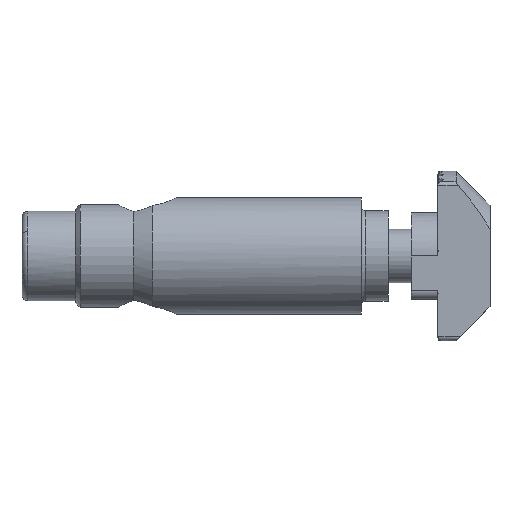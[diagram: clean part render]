
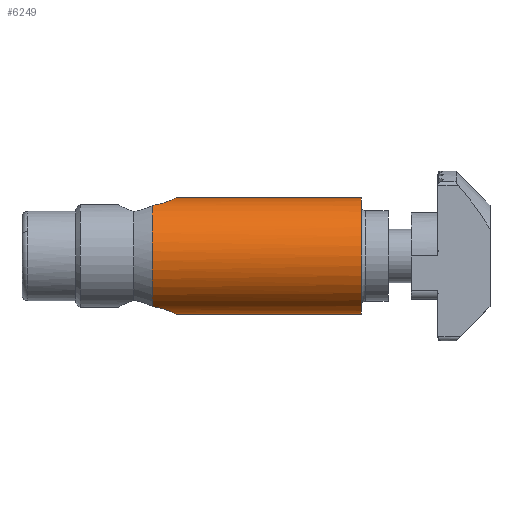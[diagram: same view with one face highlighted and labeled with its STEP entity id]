
A CAD part, front view. The second image highlights one B-rep face of the part: STEP entity #6249.
In plain terms, the highlighted cylindrical face has radius 6.5 mm (diameter 13 mm), a partial arc.
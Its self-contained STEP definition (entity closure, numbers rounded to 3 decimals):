
#1879=CARTESIAN_POINT('',(-23.75,13.844,-6.5));
#1961=CARTESIAN_POINT('',(-23.75,13.844,6.5));
#1982=CARTESIAN_POINT('',(-26.439,10.643,5.657));
#1983=CARTESIAN_POINT('',(-26.233,10.679,5.677));
#1984=CARTESIAN_POINT('',(-25.823,10.792,5.741));
#1985=CARTESIAN_POINT('',(-25.241,11.085,5.89));
#1986=CARTESIAN_POINT('',(-24.717,11.499,6.069));
#1987=CARTESIAN_POINT('',(-24.287,12.013,6.246));
#1988=CARTESIAN_POINT('',(-23.973,12.601,6.39));
#1989=CARTESIAN_POINT('',(-23.787,13.233,6.482));
#1990=CARTESIAN_POINT('',(-23.75,13.644,6.5));
#1991=CARTESIAN_POINT('',(-23.75,13.844,6.5));
#2087=CARTESIAN_POINT('',(-23.75,13.844,-6.5));
#2088=CARTESIAN_POINT('',(-23.75,13.644,-6.5));
#2089=CARTESIAN_POINT('',(-23.787,13.233,
-6.481));
#2090=CARTESIAN_POINT('',(-23.969,12.611,
-6.392));
#2091=CARTESIAN_POINT('',(-24.283,12.02,
-6.248));
#2092=CARTESIAN_POINT('',(-24.71,11.507,
-6.072));
#2093=CARTESIAN_POINT('',(-25.232,11.09,
-5.892));
#2094=CARTESIAN_POINT('',(-25.823,10.792,
-5.741));
#2095=CARTESIAN_POINT('',(-26.234,10.679,
-5.677));
#2096=CARTESIAN_POINT('',(-26.439,10.643,
-5.657));
#2451=CARTESIAN_POINT('',(-3.,13.844,0.));
#2452=DIRECTION('',(1.,0.,0.));
#2453=DIRECTION('',(0.,0.,1.));
#2454=AXIS2_PLACEMENT_3D('',#2451,#2452,#2453);
#2483=DIRECTION('',(-1.,0.,0.));
#2484=VECTOR('',#2483,20.75);
#2485=CARTESIAN_POINT('',(-3.,13.844,6.5));
#2486=LINE('',#2485,#2484);
#2490=DIRECTION('',(-1.,0.,0.));
#2491=VECTOR('',#2490,20.75);
#2492=CARTESIAN_POINT('',(-3.,13.844,-6.5));
#2493=LINE('',#2492,#2491);
#2573=CARTESIAN_POINT('',(-26.439,13.844,0.));
#2574=DIRECTION('',(-1.,0.,0.));
#2575=DIRECTION('',(0.,-0.493,-0.87));
#2576=AXIS2_PLACEMENT_3D('',#2573,#2574,#2575);
#3434=VERTEX_POINT('',#1961);
#3437=VERTEX_POINT('',#1879);
#3442=VERTEX_POINT('',#1982);
#3463=CARTESIAN_POINT('',(-3.,13.844,-6.5));
#3464=CARTESIAN_POINT('',(-3.,13.844,6.5));
#3465=VERTEX_POINT('',#3463);
#3466=VERTEX_POINT('',#3464);
#3495=VERTEX_POINT('',#2096);
#6233=CARTESIAN_POINT('',(0.,13.844,0.));
#6234=DIRECTION('',(1.,0.,0.));
#6235=DIRECTION('',(0.,0.,-1.));
#6236=AXIS2_PLACEMENT_3D('',#6233,#6234,#6235);
#6237=CYLINDRICAL_SURFACE('',#6236,6.5);
#6239=ORIENTED_EDGE('',*,*,#6238,.F.);
#6240=ORIENTED_EDGE('',*,*,#6210,.T.);
#6242=ORIENTED_EDGE('',*,*,#6241,.T.);
#6243=ORIENTED_EDGE('',*,*,#5599,.T.);
#6245=ORIENTED_EDGE('',*,*,#6244,.T.);
#6246=ORIENTED_EDGE('',*,*,#5581,.T.);
#6247=EDGE_LOOP('',(#6239,#6240,#6242,#6243,#6245,#6246));
#6248=FACE_OUTER_BOUND('',#6247,.F.);
#1992=B_SPLINE_CURVE_WITH_KNOTS('',3,(#1982,#1983,#1984,#1985,#1986,#1987,#1988,
#1989,#1990,#1991),.UNSPECIFIED.,.F.,.F.,(4,1,1,1,1,1,1,4),(0.,
0.143,0.286,0.429,0.571,
0.714,0.857,1.),.UNSPECIFIED.);
#2097=B_SPLINE_CURVE_WITH_KNOTS('',3,(#2087,#2088,#2089,#2090,#2091,#2092,#2093,
#2094,#2095,#2096),.UNSPECIFIED.,.F.,.F.,(4,1,1,1,1,1,1,4),(0.,
0.143,0.286,0.429,0.571,
0.714,0.857,1.),.UNSPECIFIED.);
#2455=CIRCLE('',#2454,6.5);
#2577=CIRCLE('',#2576,6.5);
#5581=EDGE_CURVE('',#3442,#3434,#1992,.T.);
#5599=EDGE_CURVE('',#3437,#3495,#2097,.T.);
#6210=EDGE_CURVE('',#3466,#3465,#2455,.T.);
#6238=EDGE_CURVE('',#3466,#3434,#2486,.T.);
#6241=EDGE_CURVE('',#3465,#3437,#2493,.T.);
#6244=EDGE_CURVE('',#3495,#3442,#2577,.T.);
#6249=ADVANCED_FACE('',(#6248),#6237,.T.);
